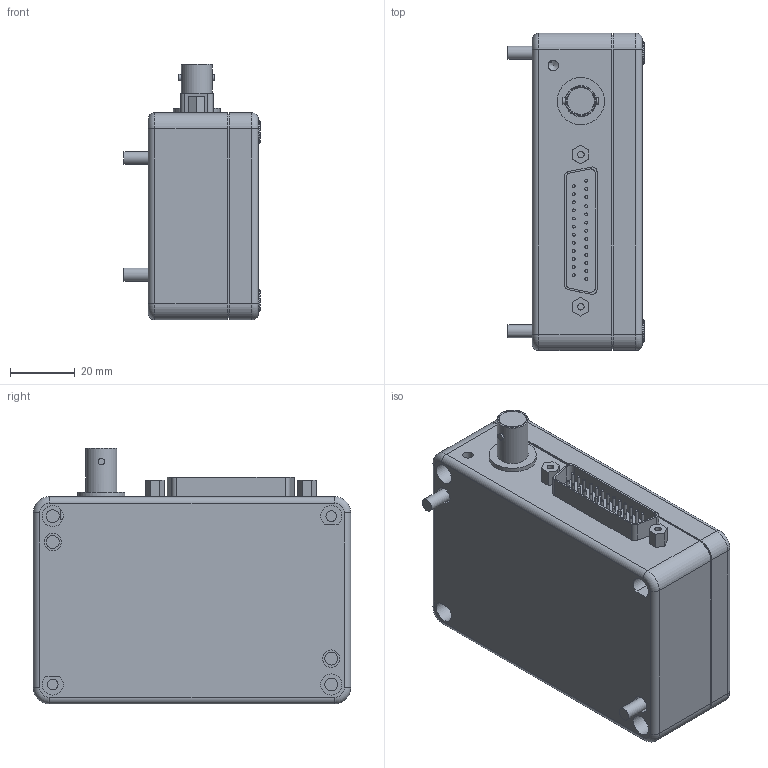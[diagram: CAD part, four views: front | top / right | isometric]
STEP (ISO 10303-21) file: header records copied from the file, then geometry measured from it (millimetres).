
FILE_DESCRIPTION( ( 'Unknown' ), '1' );
FILE_NAME( 'DACx_800.stp', 'Unknown', ( 'Unknown' ), ( 'Unknown' ), 'PSStep 19.0.9', 'Unknown', ' ' );
FILE_SCHEMA( ( 'AUTOMOTIVE_DESIGN { 1 0 10303 214 1 1 1 1 }' ) );
Length unit declared in the file: millimetre
Products named in the file (1): 149076_Deckel
Bounding box: 42 x 98 x 79 mm (x, y, z)
Volume: 210195.6 mm3; surface area: 29136.4 mm2
Topology: 1 solids, 1 shells, 256 faces, 565 edges, 375 vertices
Faces by surface type: plane 148, cylinder 89, torus 18, cone 1
Full cylindrical faces by diameter (mm): 0.9 x25, 2 x2, 2.013 x2, 3.242 x3, 4 x4, 5.3 x2, 6.5 x4, 7 x6, 8.3 x2, 8.6 x4, 9.6 x1, 14.6 x1
Entity records: 8738 total; most frequent: CARTESIAN_POINT 1274, DIRECTION 1166, ORIENTED_EDGE 944, EDGE_CURVE 472, AXIS2_PLACEMENT_3D 460, EDGE_LOOP 387, VERTEX_POINT 348, FACE_OUTER_BOUND 320
